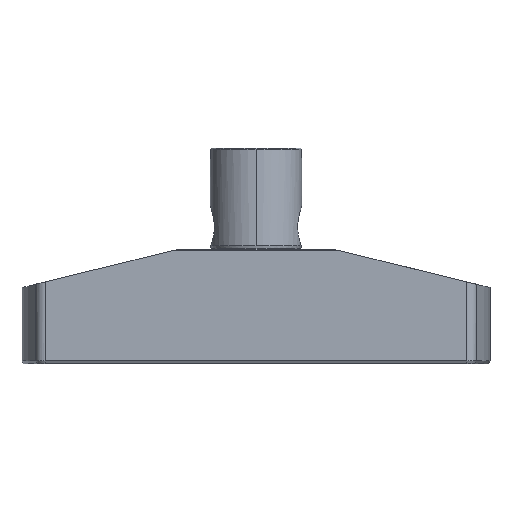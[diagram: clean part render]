
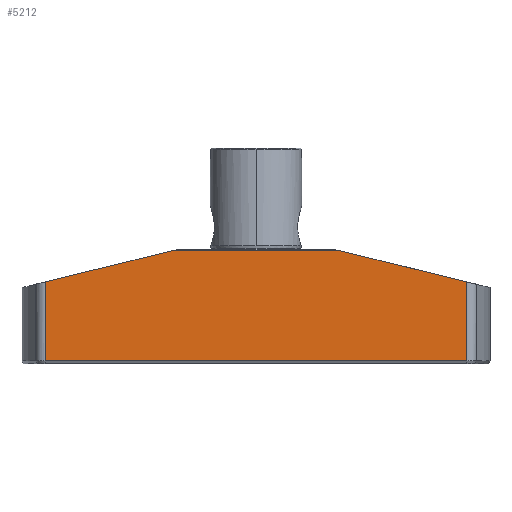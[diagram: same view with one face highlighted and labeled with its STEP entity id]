
A CAD part, front view. The second image highlights one B-rep face of the part: STEP entity #5212.
In plain terms, the highlighted planar face has unit normal (0, -1, 0).
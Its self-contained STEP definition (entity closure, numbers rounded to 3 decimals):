
#2906=EDGE_CURVE('NONE',#3186,#5808,#7465,.T.);
#2916=EDGE_CURVE('NONE',#3700,#5808,#7477,.T.);
#3186=VERTEX_POINT('NONE',#7788);
#3700=VERTEX_POINT('NONE',#8364);
#4224=EDGE_CURVE('NONE',#4786,#5596,#8961,.T.);
#4730=EDGE_CURVE('NONE',#3186,#5908,#9567,.T.);
#4786=VERTEX_POINT('NONE',#9628);
#5204=EDGE_CURVE('NONE',#4786,#5908,#10097,.T.);
#5212=ADVANCED_FACE('NONE',(#10106),#10107,.F.);
#5596=VERTEX_POINT('NONE',#10532);
#5808=VERTEX_POINT('NONE',#10784);
#5908=VERTEX_POINT('NONE',#10896);
#6192=EDGE_CURVE('NONE',#5596,#3700,#11210,.T.);
#7465=LINE('',#12902,#12903);
#7477=LINE('',#12917,#12918);
#7788=CARTESIAN_POINT('',(33.5,-34.0,0.0));
#8364=CARTESIAN_POINT('',(83.26,-34.0,-43.5));
#8961=LINE('',#14984,#14985);
#9567=LINE('',#15995,#15996);
#9628=CARTESIAN_POINT('',(-83.26,-34.0,-12.229));
#10097=LINE('',#16691,#16692);
#10106=FACE_OUTER_BOUND('',#16702,.T.);
#10107=PLANE('',#16703);
#10532=CARTESIAN_POINT('',(-83.26,-34.0,-43.5));
#10784=CARTESIAN_POINT('',(83.26,-34.0,-12.229));
#10896=CARTESIAN_POINT('',(-33.5,-34.0,0.0));
#11210=LINE('',#18302,#18303);
#12902=CARTESIAN_POINT('',(98.5,-34.0,-15.975));
#12903=VECTOR('',#19999,1000.0);
#12917=CARTESIAN_POINT('',(83.26,-34.0,-44.5));
#12918=VECTOR('',#20019,1000.0);
#14984=CARTESIAN_POINT('',(-83.26,-34.0,-44.5));
#14985=VECTOR('',#21882,1000.0);
#15995=CARTESIAN_POINT('',(86.025,-34.0,0.0));
#15996=VECTOR('',#22678,1000.0);
#16691=CARTESIAN_POINT('',(-98.5,-34.0,-15.975));
#16692=VECTOR('',#23343,1000.0);
#16702=EDGE_LOOP('',(#23356,#23357,#23358,#23359,#23360,#23361));
#16703=AXIS2_PLACEMENT_3D('',#23362,#23363,#23364);
#18302=CARTESIAN_POINT('',(83.26,-34.0,-43.5));
#18303=VECTOR('',#24725,1000.0);
#19999=DIRECTION('',(0.971,0.0,-0.239));
#20019=DIRECTION('',(0.0,0.0,1.0));
#21882=DIRECTION('',(0.0,0.0,-1.0));
#22678=DIRECTION('',(-1.0,0.0,0.0));
#23343=DIRECTION('',(0.971,0.0,0.239));
#23356=ORIENTED_EDGE('',*,*,#4224,.T.);
#23357=ORIENTED_EDGE('',*,*,#6192,.T.);
#23358=ORIENTED_EDGE('',*,*,#2916,.T.);
#23359=ORIENTED_EDGE('',*,*,#2906,.F.);
#23360=ORIENTED_EDGE('',*,*,#4730,.T.);
#23361=ORIENTED_EDGE('',*,*,#5204,.F.);
#23362=CARTESIAN_POINT('',(86.025,-34.0,-44.5));
#23363=DIRECTION('',(0.0,1.0,0.0));
#23364=DIRECTION('',(-1.0,0.0,0.0));
#24725=DIRECTION('',(1.0,0.0,0.0));
